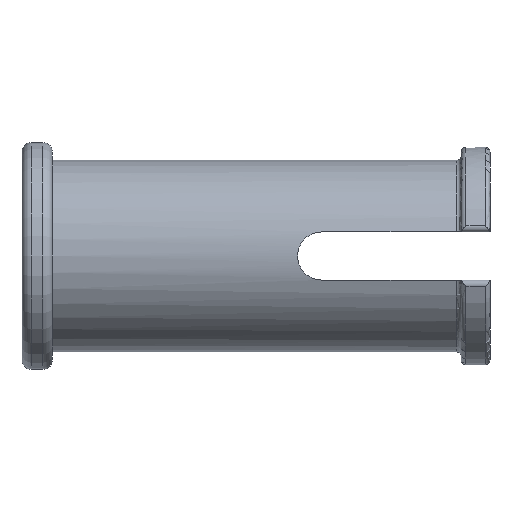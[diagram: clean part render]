
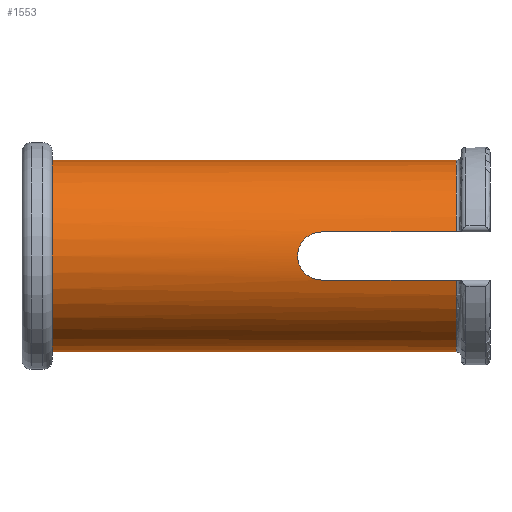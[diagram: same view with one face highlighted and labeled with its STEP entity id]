
A CAD part, left-side view. The second image highlights one B-rep face of the part: STEP entity #1553.
In plain terms, the highlighted cylindrical face has radius 1.99 mm (diameter 3.98 mm), a partial arc.
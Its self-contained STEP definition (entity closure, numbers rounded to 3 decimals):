
#5 = AXIS2_PLACEMENT_3D ( 'NONE', #84, #831, #1541 ) ;
#25 = ORIENTED_EDGE ( 'NONE', *, *, #1444, .T. ) ;
#55 = EDGE_CURVE ( 'NONE', #892, #283, #1421, .T. ) ;
#74 = DIRECTION ( 'NONE',  ( 0., -1., 0. ) ) ;
#84 = CARTESIAN_POINT ( 'NONE',  ( 0., 0.7, 0. ) ) ;
#85 = ORIENTED_EDGE ( 'NONE', *, *, #1202, .T. ) ;
#89 = CARTESIAN_POINT ( 'NONE',  ( -1.926, 3.5, -0.5 ) ) ;
#95 = CARTESIAN_POINT ( 'NONE',  ( -1.99, 4., -0.133 ) ) ;
#104 = VECTOR ( 'NONE', #74, 1000. ) ;
#115 = ORIENTED_EDGE ( 'NONE', *, *, #756, .T. ) ;
#125 = CARTESIAN_POINT ( 'NONE',  ( -1.926, 9.1, 0.5 ) ) ;
#127 = AXIS2_PLACEMENT_3D ( 'NONE', #992, #273, #753 ) ;
#156 = EDGE_CURVE ( 'NONE', #1499, #976, #1353, .T. ) ;
#211 = CARTESIAN_POINT ( 'NONE',  ( 0., 0.7, 1.99 ) ) ;
#250 = DIRECTION ( 'NONE',  ( 0., -1., 0. ) ) ;
#266 = CARTESIAN_POINT ( 'NONE',  ( -1.926, 0.7, 0.5 ) ) ;
#273 = DIRECTION ( 'NONE',  ( 0., 1., 0. ) ) ;
#283 = VERTEX_POINT ( 'NONE', #405 ) ;
#292 = VECTOR ( 'NONE', #1342, 1000. ) ;
#300 = AXIS2_PLACEMENT_3D ( 'NONE', #1449, #858, #970 ) ;
#333 = VERTEX_POINT ( 'NONE', #1497 ) ;
#342 = DIRECTION ( 'NONE',  ( 0., 0., -1. ) ) ;
#362 = CYLINDRICAL_SURFACE ( 'NONE', #587, 1.99 ) ;
#405 = CARTESIAN_POINT ( 'NONE',  ( -1.99, 4., 0. ) ) ;
#438 = CARTESIAN_POINT ( 'NONE',  ( -1.99, 4., 0.133 ) ) ;
#505 = DIRECTION ( 'NONE',  ( 0., -1., 0. ) ) ;
#532 = CARTESIAN_POINT ( 'NONE',  ( -1.926, 3.5, 0.5 ) ) ;
#558 = CARTESIAN_POINT ( 'NONE',  ( -1.926, 3.633, -0.5 ) ) ;
#587 = AXIS2_PLACEMENT_3D ( 'NONE', #1203, #250, #342 ) ;
#624 = CARTESIAN_POINT ( 'NONE',  ( 0., 9.1, 1.99 ) ) ;
#626 = EDGE_LOOP ( 'NONE', ( #1255, #647, #1206, #115, #85, #951, #25, #808, #1291 ) ) ;
#647 = ORIENTED_EDGE ( 'NONE', *, *, #1212, .F. ) ;
#653 = CARTESIAN_POINT ( 'NONE',  ( -1.975, 3.945, 0.262 ) ) ;
#654 = CARTESIAN_POINT ( 'NONE',  ( -1.99, 4., 0. ) ) ;
#662 = LINE ( 'NONE', #918, #104 ) ;
#663 = CARTESIAN_POINT ( 'NONE',  ( 0., 9.1, -1.99 ) ) ;
#709 = CARTESIAN_POINT ( 'NONE',  ( -1.926, 9.1, -0.5 ) ) ;
#720 = VERTEX_POINT ( 'NONE', #663 ) ;
#753 = DIRECTION ( 'NONE',  ( 0., 0., -1. ) ) ;
#756 = EDGE_CURVE ( 'NONE', #1125, #333, #1112, .T. ) ;
#767 = VERTEX_POINT ( 'NONE', #211 ) ;
#776 = CIRCLE ( 'NONE', #300, 1.99 ) ;
#808 = ORIENTED_EDGE ( 'NONE', *, *, #156, .T. ) ;
#813 = CARTESIAN_POINT ( 'NONE',  ( -1.942, 3.762, -0.445 ) ) ;
#816 = VERTEX_POINT ( 'NONE', #1451 ) ;
#831 = DIRECTION ( 'NONE',  ( 0., 1., 0. ) ) ;
#858 = DIRECTION ( 'NONE',  ( 0., 1., 0. ) ) ;
#860 = CARTESIAN_POINT ( 'NONE',  ( -1.926, 3.5, -0.5 ) ) ;
#892 = VERTEX_POINT ( 'NONE', #860 ) ;
#918 = CARTESIAN_POINT ( 'NONE',  ( 0., 9.1, -1.99 ) ) ;
#926 = CARTESIAN_POINT ( 'NONE',  ( -1.942, 3.762, 0.445 ) ) ;
#944 = EDGE_CURVE ( 'NONE', #816, #767, #1379, .T. ) ;
#951 = ORIENTED_EDGE ( 'NONE', *, *, #55, .T. ) ;
#970 = DIRECTION ( 'NONE',  ( 0., 0., 1. ) ) ;
#976 = VERTEX_POINT ( 'NONE', #266 ) ;
#992 = CARTESIAN_POINT ( 'NONE',  ( 0., 0.7, 0. ) ) ;
#997 = EDGE_CURVE ( 'NONE', #976, #767, #1462, .T. ) ;
#1070 = FACE_OUTER_BOUND ( 'NONE', #626, .T. ) ;
#1112 = CIRCLE ( 'NONE', #5, 1.99 ) ;
#1125 = VERTEX_POINT ( 'NONE', #1398 ) ;
#1132 = VECTOR ( 'NONE', #505, 1000. ) ;
#1160 = EDGE_CURVE ( 'NONE', #720, #1125, #662, .T. ) ;
#1177 = CARTESIAN_POINT ( 'NONE',  ( -1.975, 3.945, -0.262 ) ) ;
#1202 = EDGE_CURVE ( 'NONE', #333, #892, #1435, .T. ) ;
#1203 = CARTESIAN_POINT ( 'NONE',  ( 0., 9.1, 0. ) ) ;
#1206 = ORIENTED_EDGE ( 'NONE', *, *, #1160, .T. ) ;
#1212 = EDGE_CURVE ( 'NONE', #720, #816, #776, .T. ) ;
#1213 = VECTOR ( 'NONE', #1464, 1000. ) ;
#1255 = ORIENTED_EDGE ( 'NONE', *, *, #944, .F. ) ;
#1257 = B_SPLINE_CURVE_WITH_KNOTS ( 'NONE', 3,
 ( #1312, #438, #653, #926, #1422, #532 ),
 .UNSPECIFIED., .F., .F.,
 ( 4, 2, 4 ),
 ( 0., 0., 0.001 ),
 .UNSPECIFIED. ) ;
#1291 = ORIENTED_EDGE ( 'NONE', *, *, #997, .T. ) ;
#1312 = CARTESIAN_POINT ( 'NONE',  ( -1.99, 4., 0. ) ) ;
#1342 = DIRECTION ( 'NONE',  ( 0., 1., 0. ) ) ;
#1353 = LINE ( 'NONE', #125, #1213 ) ;
#1379 = LINE ( 'NONE', #624, #1132 ) ;
#1398 = CARTESIAN_POINT ( 'NONE',  ( 0., 0.7, -1.99 ) ) ;
#1421 = B_SPLINE_CURVE_WITH_KNOTS ( 'NONE', 3,
 ( #89, #558, #813, #1177, #95, #654 ),
 .UNSPECIFIED., .F., .F.,
 ( 4, 2, 4 ),
 ( 0., 0., 0.001 ),
 .UNSPECIFIED. ) ;
#1422 = CARTESIAN_POINT ( 'NONE',  ( -1.926, 3.633, 0.5 ) ) ;
#1435 = LINE ( 'NONE', #709, #292 ) ;
#1444 = EDGE_CURVE ( 'NONE', #283, #1499, #1257, .T. ) ;
#1449 = CARTESIAN_POINT ( 'NONE',  ( 0., 9.1, 0. ) ) ;
#1451 = CARTESIAN_POINT ( 'NONE',  ( 0., 9.1, 1.99 ) ) ;
#1462 = CIRCLE ( 'NONE', #127, 1.99 ) ;
#1464 = DIRECTION ( 'NONE',  ( 0., -1., 0. ) ) ;
#1497 = CARTESIAN_POINT ( 'NONE',  ( -1.926, 0.7, -0.5 ) ) ;
#1499 = VERTEX_POINT ( 'NONE', #1560 ) ;
#1541 = DIRECTION ( 'NONE',  ( 0., 0., -1. ) ) ;
#1553 = ADVANCED_FACE ( 'NONE', ( #1070 ), #362, .T. ) ;
#1560 = CARTESIAN_POINT ( 'NONE',  ( -1.926, 3.5, 0.5 ) ) ;
